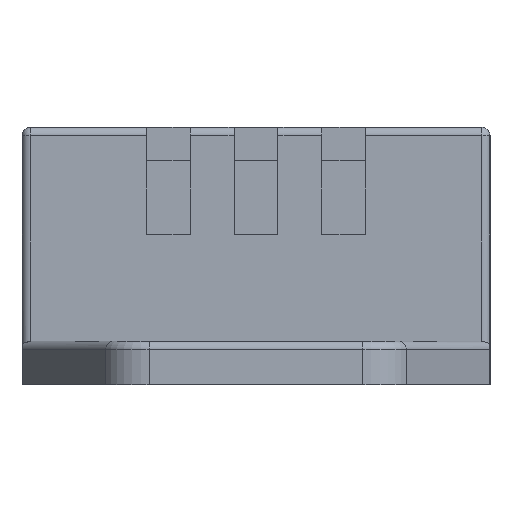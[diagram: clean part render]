
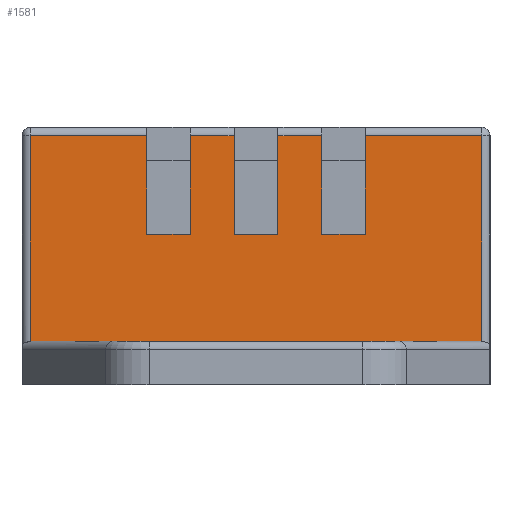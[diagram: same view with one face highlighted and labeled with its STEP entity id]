
A CAD part, front view. The second image highlights one B-rep face of the part: STEP entity #1581.
In plain terms, the highlighted face is planar.
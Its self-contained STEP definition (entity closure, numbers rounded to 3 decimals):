
#1581=ADVANCED_FACE('',(#2967),#2969,.T.);
#2967=FACE_BOUND('',#2968,.T.);
#2968=EDGE_LOOP('',(#4173,#4174,#4175,#4176,#4177,#4178,#4179,#4180,#4181,#4182,
#4183,#4184,#4185,#4186,#4187,#4188,#4189,#4190));
#2969=PLANE('',#2970);
#2970=AXIS2_PLACEMENT_3D('',#2971,#2972,#2973);
#2971=CARTESIAN_POINT('',(7.001,0.,-10.));
#2972=DIRECTION('',(0.,0.,-1.));
#2973=DIRECTION('',(-1.,0.,0.));
#4173=ORIENTED_EDGE('',*,*,#4618,.T.);
#4174=ORIENTED_EDGE('',*,*,#4749,.F.);
#4175=ORIENTED_EDGE('',*,*,#4833,.T.);
#4176=ORIENTED_EDGE('',*,*,#4797,.T.);
#4177=ORIENTED_EDGE('',*,*,#4790,.T.);
#4178=ORIENTED_EDGE('',*,*,#4805,.F.);
#4179=ORIENTED_EDGE('',*,*,#4831,.F.);
#4180=ORIENTED_EDGE('',*,*,#4740,.F.);
#4181=ORIENTED_EDGE('',*,*,#4665,.T.);
#4182=ORIENTED_EDGE('',*,*,#4662,.T.);
#4183=ORIENTED_EDGE('',*,*,#4660,.T.);
#4184=ORIENTED_EDGE('',*,*,#4743,.F.);
#4185=ORIENTED_EDGE('',*,*,#4650,.T.);
#4186=ORIENTED_EDGE('',*,*,#4647,.T.);
#4187=ORIENTED_EDGE('',*,*,#4645,.T.);
#4188=ORIENTED_EDGE('',*,*,#4745,.F.);
#4189=ORIENTED_EDGE('',*,*,#4623,.T.);
#4190=ORIENTED_EDGE('',*,*,#4620,.T.);
#4618=EDGE_CURVE('',#5430,#5428,#5431,.T.);
#4620=EDGE_CURVE('',#5433,#5430,#5434,.T.);
#4623=EDGE_CURVE('',#5438,#5433,#5439,.T.);
#4645=EDGE_CURVE('',#5475,#5473,#5476,.T.);
#4647=EDGE_CURVE('',#5478,#5475,#5479,.T.);
#4650=EDGE_CURVE('',#5483,#5478,#5484,.T.);
#4660=EDGE_CURVE('',#5500,#5498,#5501,.T.);
#4662=EDGE_CURVE('',#5503,#5500,#5504,.T.);
#4665=EDGE_CURVE('',#5508,#5503,#5509,.T.);
#4740=EDGE_CURVE('',#5508,#5632,#5633,.T.);
#4743=EDGE_CURVE('',#5483,#5498,#5637,.T.);
#4745=EDGE_CURVE('',#5438,#5473,#5639,.T.);
#4749=EDGE_CURVE('',#5643,#5428,#5645,.T.);
#4790=EDGE_CURVE('',#5702,#5699,#5703,.T.);
#4797=EDGE_CURVE('',#5714,#5702,#5715,.T.);
#4805=EDGE_CURVE('',#5726,#5699,#5727,.F.);
#4831=EDGE_CURVE('',#5632,#5726,#5765,.T.);
#4833=EDGE_CURVE('',#5643,#5714,#5767,.F.);
#5428=VERTEX_POINT('',#7038);
#5430=VERTEX_POINT('',#7043);
#5431=LINE('',#7044,#7045);
#5433=VERTEX_POINT('',#7050);
#5434=LINE('',#7051,#7052);
#5438=VERTEX_POINT('',#7061);
#5439=LINE('',#7062,#7063);
#5473=VERTEX_POINT('',#7139);
#5475=VERTEX_POINT('',#7144);
#5476=LINE('',#7145,#7146);
#5478=VERTEX_POINT('',#7151);
#5479=LINE('',#7152,#7153);
#5483=VERTEX_POINT('',#7162);
#5484=LINE('',#7163,#7164);
#5498=VERTEX_POINT('',#7196);
#5500=VERTEX_POINT('',#7201);
#5501=LINE('',#7202,#7203);
#5503=VERTEX_POINT('',#7208);
#5504=LINE('',#7209,#7210);
#5508=VERTEX_POINT('',#7219);
#5509=LINE('',#7220,#7221);
#5632=VERTEX_POINT('',#7500);
#5633=LINE('',#7501,#7502);
#5637=LINE('',#7512,#7513);
#5639=LINE('',#7518,#7519);
#5643=VERTEX_POINT('',#7528);
#5645=LINE('',#7533,#7534);
#5699=VERTEX_POINT('',#7676);
#5702=VERTEX_POINT('',#7681);
#5703=LINE('',#7682,#7683);
#5714=VERTEX_POINT('',#7710);
#5715=(BOUNDED_CURVE()B_SPLINE_CURVE(3,
(#7711,#7712,#7713,#7714),
.UNSPECIFIED.,.F.,.F.)B_SPLINE_CURVE_WITH_KNOTS((4,4),
(0.,1.),
.UNSPECIFIED.)CURVE()GEOMETRIC_REPRESENTATION_ITEM()RATIONAL_B_SPLINE_CURVE((1.,
0.999,0.999,1.))REPRESENTATION_ITEM(''));
#5726=VERTEX_POINT('',#7753);
#5727=(BOUNDED_CURVE()B_SPLINE_CURVE(3,
(#7754,#7755,#7756,#7757),
.UNSPECIFIED.,.F.,.F.)B_SPLINE_CURVE_WITH_KNOTS((4,4),
(0.,1.),
.UNSPECIFIED.)CURVE()GEOMETRIC_REPRESENTATION_ITEM()RATIONAL_B_SPLINE_CURVE((1.,
0.999,0.999,1.))REPRESENTATION_ITEM(''));
#5765=LINE('',#7864,#7865);
#5767=LINE('',#7871,#7872);
#7038=CARTESIAN_POINT('',(3.275,7.45,-10.));
#7043=CARTESIAN_POINT('',(3.275,4.5,-10.));
#7044=CARTESIAN_POINT('',(3.275,4.5,-10.));
#7045=VECTOR('',#7046,1.);
#7046=DIRECTION('',(0.,1.,0.));
#7050=CARTESIAN_POINT('',(1.965,4.5,-10.));
#7051=CARTESIAN_POINT('',(1.965,4.5,-10.));
#7052=VECTOR('',#7053,1.);
#7053=DIRECTION('',(1.,0.,0.));
#7061=CARTESIAN_POINT('',(1.965,7.45,-10.));
#7062=CARTESIAN_POINT('',(1.965,7.45,-10.));
#7063=VECTOR('',#7064,1.);
#7064=DIRECTION('',(0.,-1.,0.));
#7139=CARTESIAN_POINT('',(0.655,7.45,-10.));
#7144=CARTESIAN_POINT('',(0.655,4.5,-10.));
#7145=CARTESIAN_POINT('',(0.655,4.5,-10.));
#7146=VECTOR('',#7147,1.);
#7147=DIRECTION('',(0.,1.,0.));
#7151=CARTESIAN_POINT('',(-0.655,4.5,-10.));
#7152=CARTESIAN_POINT('',(-0.655,4.5,-10.));
#7153=VECTOR('',#7154,1.);
#7154=DIRECTION('',(1.,0.,0.));
#7162=CARTESIAN_POINT('',(-0.655,7.45,-10.));
#7163=CARTESIAN_POINT('',(-0.655,7.45,-10.));
#7164=VECTOR('',#7165,1.);
#7165=DIRECTION('',(0.,-1.,0.));
#7196=CARTESIAN_POINT('',(-1.965,7.45,-10.));
#7201=CARTESIAN_POINT('',(-1.965,4.5,-10.));
#7202=CARTESIAN_POINT('',(-1.965,4.5,-10.));
#7203=VECTOR('',#7204,1.);
#7204=DIRECTION('',(0.,1.,0.));
#7208=CARTESIAN_POINT('',(-3.275,4.5,-10.));
#7209=CARTESIAN_POINT('',(-3.275,4.5,-10.));
#7210=VECTOR('',#7211,1.);
#7211=DIRECTION('',(1.,0.,0.));
#7219=CARTESIAN_POINT('',(-3.275,7.45,-10.));
#7220=CARTESIAN_POINT('',(-3.275,7.45,-10.));
#7221=VECTOR('',#7222,1.);
#7222=DIRECTION('',(0.,-1.,0.));
#7500=CARTESIAN_POINT('',(-6.751,7.45,-10.));
#7501=CARTESIAN_POINT('',(-3.275,7.45,-10.));
#7502=VECTOR('',#7503,1.);
#7503=DIRECTION('',(-1.,0.,0.));
#7512=CARTESIAN_POINT('',(-0.655,7.45,-10.));
#7513=VECTOR('',#7514,1.);
#7514=DIRECTION('',(-1.,0.,0.));
#7518=CARTESIAN_POINT('',(1.965,7.45,-10.));
#7519=VECTOR('',#7520,1.);
#7520=DIRECTION('',(-1.,0.,0.));
#7528=CARTESIAN_POINT('',(6.751,7.45,-10.));
#7533=CARTESIAN_POINT('',(6.751,7.45,-10.));
#7534=VECTOR('',#7535,1.);
#7535=DIRECTION('',(-1.,0.,0.));
#7676=CARTESIAN_POINT('',(-6.713,1.3,-10.));
#7681=CARTESIAN_POINT('',(6.713,1.3,-10.));
#7682=CARTESIAN_POINT('',(6.713,1.3,-10.));
#7683=VECTOR('',#7684,1.);
#7684=DIRECTION('',(-1.,0.,0.));
#7710=CARTESIAN_POINT('',(6.751,1.298,-10.));
#7711=CARTESIAN_POINT('',(6.751,1.298,-10.));
#7712=CARTESIAN_POINT('',(6.738,1.299,-10.));
#7713=CARTESIAN_POINT('',(6.725,1.3,-10.));
#7714=CARTESIAN_POINT('',(6.713,1.3,-10.));
#7753=CARTESIAN_POINT('',(-6.751,1.298,-10.));
#7754=CARTESIAN_POINT('',(-6.713,1.3,-10.));
#7755=CARTESIAN_POINT('',(-6.725,1.3,-10.));
#7756=CARTESIAN_POINT('',(-6.738,1.299,-10.));
#7757=CARTESIAN_POINT('',(-6.751,1.298,-10.));
#7864=CARTESIAN_POINT('',(-6.751,7.45,-10.));
#7865=VECTOR('',#7866,1.);
#7866=DIRECTION('',(0.,-1.,0.));
#7871=CARTESIAN_POINT('',(6.751,1.298,-10.));
#7872=VECTOR('',#7873,1.);
#7873=DIRECTION('',(0.,1.,0.));
